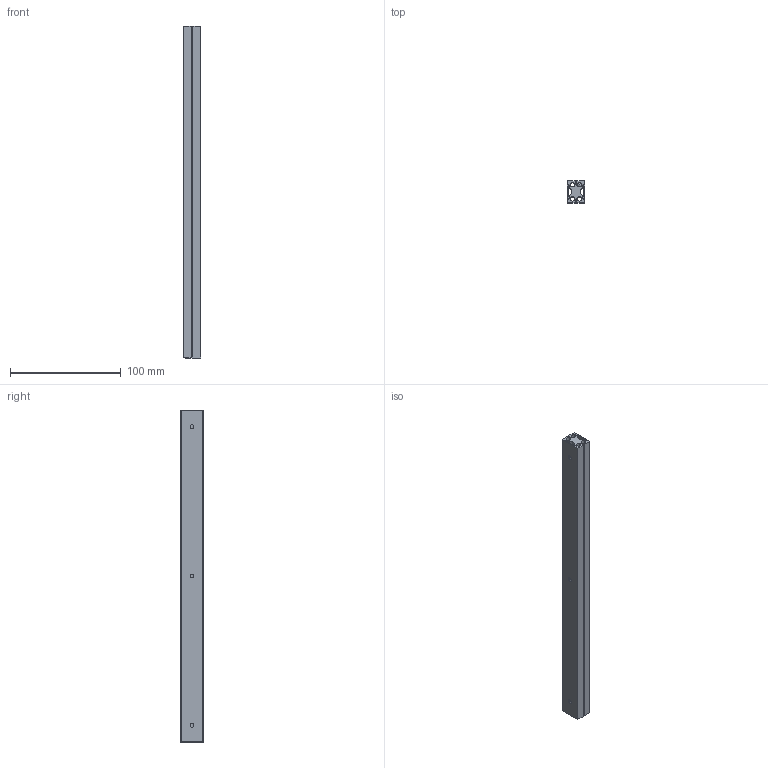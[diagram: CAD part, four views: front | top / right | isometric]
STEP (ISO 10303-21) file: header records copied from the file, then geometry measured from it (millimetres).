
FILE_DESCRIPTION (( 'STEP AP214' ), '1' );
FILE_NAME ('am-4837 SAR330 Aluminum Slide.STEP', '2025-01-17T20:02:06', ( '' ), ( '' ), 'SwSTEP 2.0', 'SolidWorks 2024', '' );
FILE_SCHEMA (( 'AUTOMOTIVE_DESIGN' ));
Length unit declared in the file: millimetre
Products named in the file (4): SAR330_108; SAR330_3; SAR330_111; am-4837 SAR330 Aluminum Slide
Assembly tree (4 placements, depth 2):
  am-4837 SAR330 Aluminum Slide
    SAR330_3
    SAR330_108  x2
    SAR330_111
Bounding box: 16 x 20 x 300 mm (x, y, z)
Volume: 64051.5 mm3; surface area: 58801.2 mm2
Topology: 4 solids, 4 shells, 131 faces, 372 edges, 243 vertices
Faces by surface type: cylinder 81, plane 36, cone 12, sphere 2
Entity records: 3478 total; most frequent: CARTESIAN_POINT 875, DIRECTION 535, ORIENTED_EDGE 530, EDGE_CURVE 265, AXIS2_PLACEMENT_3D 202, VERTEX_POINT 174, VECTOR 131, LINE 131
